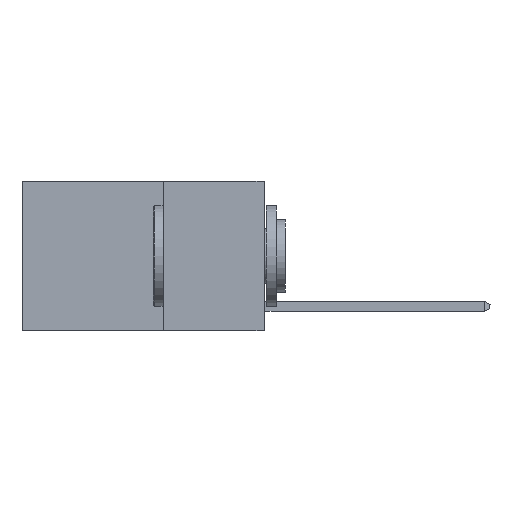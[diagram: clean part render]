
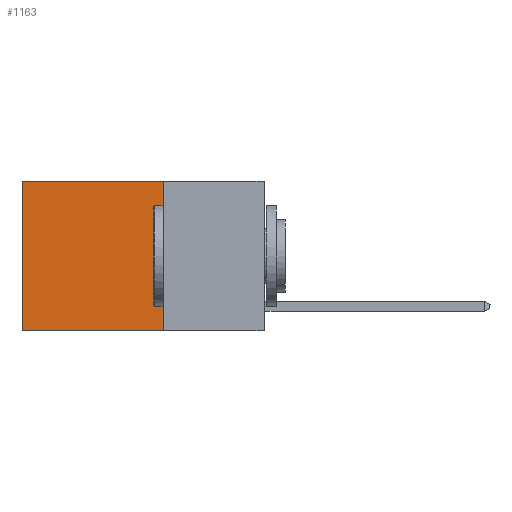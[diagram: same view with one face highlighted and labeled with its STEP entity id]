
A CAD part, left-side view. The second image highlights one B-rep face of the part: STEP entity #1163.
In plain terms, the highlighted planar face has unit normal (-1, 0, 0).
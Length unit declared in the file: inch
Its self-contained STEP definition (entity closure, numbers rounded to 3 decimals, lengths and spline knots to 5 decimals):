
#612 = FACE_OUTER_BOUND ( 'NONE', #6962, .T. ) ;
#656 = EDGE_CURVE ( 'NONE', #8624, #6888, #1083, .T. ) ;
#1083 = LINE ( 'NONE', #2951, #11823 ) ;
#1097 = AXIS2_PLACEMENT_3D ( 'NONE', #8494, #5993, #11144 ) ;
#1163 = ADVANCED_FACE ( 'NONE', ( #612 ), #3973, .F. ) ;
#2357 = EDGE_CURVE ( 'NONE', #4748, #13432, #9930, .T. ) ;
#2523 = LINE ( 'NONE', #10873, #10360 ) ;
#2762 = ORIENTED_EDGE ( 'NONE', *, *, #2357, .T. ) ;
#2951 = CARTESIAN_POINT ( 'NONE',  ( 0.2625, 0.25, -0.37 ) ) ;
#3962 = ORIENTED_EDGE ( 'NONE', *, *, #656, .F. ) ;
#3973 = PLANE ( 'NONE',  #1097 ) ;
#4200 = CARTESIAN_POINT ( 'NONE',  ( 0.2625, 0.25, 0. ) ) ;
#4403 = LINE ( 'NONE', #7091, #8914 ) ;
#4748 = VERTEX_POINT ( 'NONE', #4200 ) ;
#4759 = CARTESIAN_POINT ( 'NONE',  ( 0.2625, 0.25, 0. ) ) ;
#5053 = VECTOR ( 'NONE', #11020, 39.37008 ) ;
#5056 = DIRECTION ( 'NONE',  ( 0., 1., 0. ) ) ;
#5563 = DIRECTION ( 'NONE',  ( 0., 0., -1. ) ) ;
#5927 = EDGE_CURVE ( 'NONE', #13432, #6888, #2523, .T. ) ;
#5993 = DIRECTION ( 'NONE',  ( 1., 0., 0. ) ) ;
#6888 = VERTEX_POINT ( 'NONE', #6953 ) ;
#6953 = CARTESIAN_POINT ( 'NONE',  ( 0.2625, 0.6, -0.37 ) ) ;
#6962 = EDGE_LOOP ( 'NONE', ( #10028, #3962, #8169, #2762 ) ) ;
#6993 = CARTESIAN_POINT ( 'NONE',  ( 0.2625, 0.6, 0. ) ) ;
#7091 = CARTESIAN_POINT ( 'NONE',  ( 0.2625, 0.25, 0. ) ) ;
#7715 = CARTESIAN_POINT ( 'NONE',  ( 0.2625, 0.25, -0.37 ) ) ;
#8169 = ORIENTED_EDGE ( 'NONE', *, *, #12462, .F. ) ;
#8494 = CARTESIAN_POINT ( 'NONE',  ( 0.2625, 0.25, 0. ) ) ;
#8624 = VERTEX_POINT ( 'NONE', #7715 ) ;
#8914 = VECTOR ( 'NONE', #12348, 39.37008 ) ;
#9930 = LINE ( 'NONE', #4759, #5053 ) ;
#10028 = ORIENTED_EDGE ( 'NONE', *, *, #5927, .T. ) ;
#10360 = VECTOR ( 'NONE', #5563, 39.37008 ) ;
#10873 = CARTESIAN_POINT ( 'NONE',  ( 0.2625, 0.6, 0. ) ) ;
#11020 = DIRECTION ( 'NONE',  ( 0., 1., 0. ) ) ;
#11144 = DIRECTION ( 'NONE',  ( 0., 0., -1. ) ) ;
#11823 = VECTOR ( 'NONE', #5056, 39.37008 ) ;
#12348 = DIRECTION ( 'NONE',  ( 0., 0., -1. ) ) ;
#12462 = EDGE_CURVE ( 'NONE', #4748, #8624, #4403, .T. ) ;
#13432 = VERTEX_POINT ( 'NONE', #6993 ) ;
